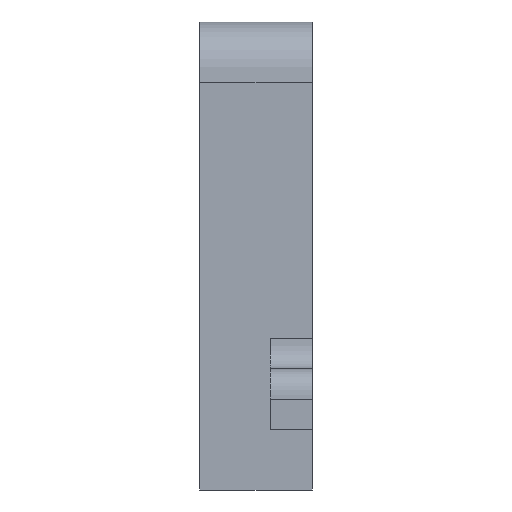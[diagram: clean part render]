
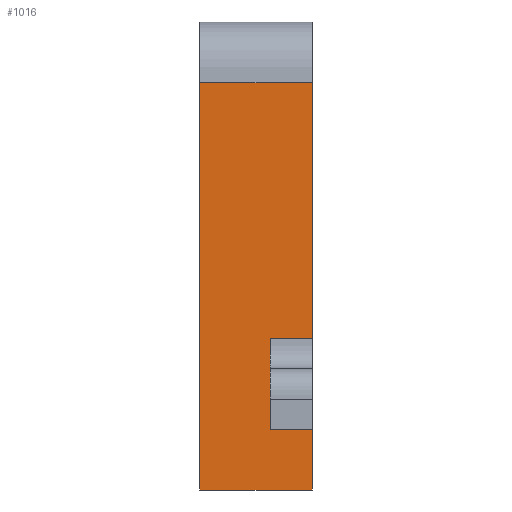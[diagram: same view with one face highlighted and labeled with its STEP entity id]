
A CAD part, left-side view. The second image highlights one B-rep face of the part: STEP entity #1016.
In plain terms, the highlighted free-form (B-spline) face has degree [1, 1] with [2, 2] control points.
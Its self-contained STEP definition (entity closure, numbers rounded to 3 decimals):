
#47=B_SPLINE_SURFACE_WITH_KNOTS('',1,1,((#1894,#1895),(#1896,#1897)),
 .PLANE_SURF.,.F.,.F.,.F.,(2,2),(2,2),(0.,1.),(0.,1.),.UNSPECIFIED.);
#314=ORIENTED_EDGE('',*,*,#428,.F.);
#315=ORIENTED_EDGE('',*,*,#414,.T.);
#316=ORIENTED_EDGE('',*,*,#531,.F.);
#317=ORIENTED_EDGE('',*,*,#450,.T.);
#318=ORIENTED_EDGE('',*,*,#488,.T.);
#319=ORIENTED_EDGE('',*,*,#524,.T.);
#320=ORIENTED_EDGE('',*,*,#532,.F.);
#321=ORIENTED_EDGE('',*,*,#436,.F.);
#414=EDGE_CURVE('',#558,#560,#652,.T.);
#428=EDGE_CURVE('',#558,#572,#658,.T.);
#436=EDGE_CURVE('',#572,#576,#665,.T.);
#450=EDGE_CURVE('',#587,#585,#675,.T.);
#488=EDGE_CURVE('',#585,#618,#690,.T.);
#524=EDGE_CURVE('',#618,#646,#706,.T.);
#531=EDGE_CURVE('',#587,#560,#709,.T.);
#532=EDGE_CURVE('',#576,#646,#710,.T.);
#558=VERTEX_POINT('',#1367);
#560=VERTEX_POINT('',#1378);
#572=VERTEX_POINT('',#1499);
#576=VERTEX_POINT('',#1526);
#585=VERTEX_POINT('',#1592);
#587=VERTEX_POINT('',#1595);
#618=VERTEX_POINT('',#1752);
#646=VERTEX_POINT('',#1871);
#652=LINE('',#1379,#724);
#658=LINE('',#1498,#730);
#665=LINE('',#1527,#737);
#675=LINE('',#1594,#747);
#690=LINE('',#1753,#762);
#706=LINE('',#1870,#778);
#709=LINE('',#1886,#781);
#710=LINE('',#1887,#782);
#724=VECTOR('',#1126,1000.);
#730=VECTOR('',#1136,1000.);
#737=VECTOR('',#1145,1000.);
#747=VECTOR('',#1161,1000.);
#762=VECTOR('',#1216,1000.);
#778=VECTOR('',#1272,1000.);
#781=VECTOR('',#1283,1000.);
#782=VECTOR('',#1284,1000.);
#849=EDGE_LOOP('',(#314,#315,#316,#317,#318,#319,#320,#321));
#929=FACE_BOUND('',#849,.T.);
#1016=ADVANCED_FACE('',(#929),#47,.T.);
#1126=DIRECTION('',(0.,-1.,0.));
#1136=DIRECTION('',(0.,0.,-1.));
#1145=DIRECTION('',(0.,-1.,0.));
#1161=DIRECTION('',(0.,1.,0.));
#1216=DIRECTION('',(0.,0.,-1.));
#1272=DIRECTION('',(0.,-1.,0.));
#1283=DIRECTION('',(0.,0.,-1.));
#1284=DIRECTION('',(0.,0.,-1.));
#1367=CARTESIAN_POINT('',(-37.959,5.25,-9.916));
#1378=CARTESIAN_POINT('',(-37.959,0.,-9.916));
#1379=CARTESIAN_POINT('',(-37.959,2.625,-9.916));
#1498=CARTESIAN_POINT('',(-37.959,5.25,0.334));
#1499=CARTESIAN_POINT('',(-37.959,5.25,-21.166));
#1526=CARTESIAN_POINT('',(-37.959,0.,-21.166));
#1527=CARTESIAN_POINT('',(-37.959,5.25,-21.166));
#1592=CARTESIAN_POINT('',(-37.959,14.,21.834));
#1594=CARTESIAN_POINT('',(-37.959,7.,21.834));
#1595=CARTESIAN_POINT('',(-37.959,0.,21.834));
#1752=CARTESIAN_POINT('',(-37.959,14.,-28.666));
#1753=CARTESIAN_POINT('',(-37.959,14.,0.334));
#1870=CARTESIAN_POINT('',(-37.959,4.002,-28.666));
#1871=CARTESIAN_POINT('',(-37.959,0.,-28.666));
#1886=CARTESIAN_POINT('',(-37.959,0.,0.334));
#1887=CARTESIAN_POINT('',(-37.959,0.,0.334));
#1894=CARTESIAN_POINT('',(-37.959,-0.7,-31.191));
#1895=CARTESIAN_POINT('',(-37.959,14.7,-31.191));
#1896=CARTESIAN_POINT('',(-37.959,-0.7,24.359));
#1897=CARTESIAN_POINT('',(-37.959,14.7,24.359));
